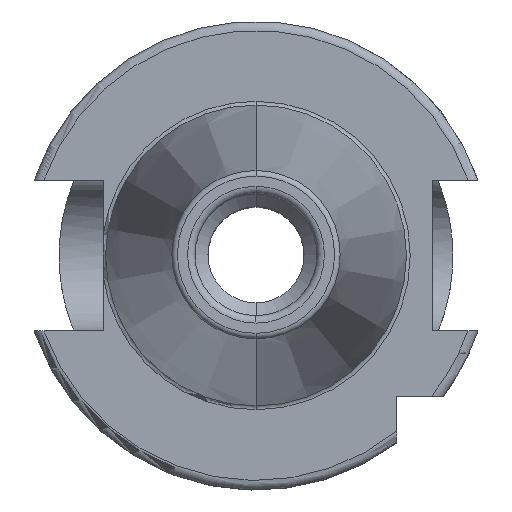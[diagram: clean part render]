
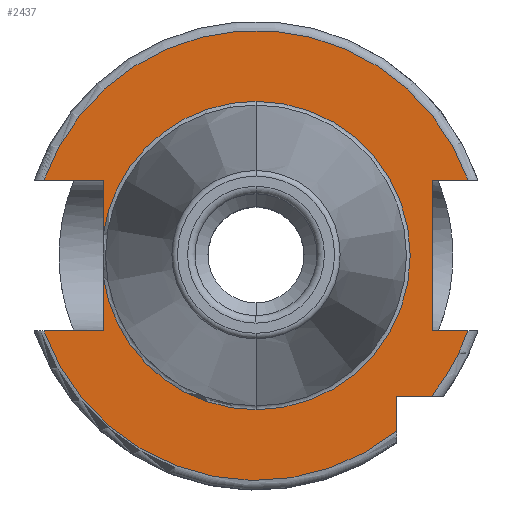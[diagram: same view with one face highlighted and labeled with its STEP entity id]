
A CAD part, top view. The second image highlights one B-rep face of the part: STEP entity #2437.
In plain terms, the highlighted planar face has unit normal (0, 0, 1).
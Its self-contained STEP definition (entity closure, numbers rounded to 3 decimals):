
#305=DIRECTION('',(1,0,0));
#306=VECTOR('',#305,6.31);
#307=CARTESIAN_POINT('',(-22.61,-8.05,15.9));
#308=LINE('',#307,#306);
#309=DIRECTION('',(0,1,0));
#310=VECTOR('',#309,5.834);
#311=CARTESIAN_POINT('',(-16.3,-8.05,15.9));
#312=LINE('',#311,#310);
#313=DIRECTION('',(0,1,0));
#314=VECTOR('',#313,5.834);
#315=CARTESIAN_POINT('',(-16.3,2.216,15.9));
#316=LINE('',#315,#314);
#317=DIRECTION('',(1,0,0));
#318=VECTOR('',#317,6.31);
#319=CARTESIAN_POINT('',(-22.61,8.05,15.9));
#320=LINE('',#319,#318);
#321=DIRECTION('',(-1,0,0));
#322=VECTOR('',#321,3.81);
#323=CARTESIAN_POINT('',(22.61,8.05,15.9));
#324=LINE('',#323,#322);
#325=DIRECTION('',(0,-1,0));
#326=VECTOR('',#325,16.1);
#327=CARTESIAN_POINT('',(18.8,8.05,15.9));
#328=LINE('',#327,#326);
#329=DIRECTION('',(-1,0,0));
#330=VECTOR('',#329,3.81);
#331=CARTESIAN_POINT('',(22.61,-8.05,15.9));
#332=LINE('',#331,#330);
#333=CARTESIAN_POINT('',(0,0,15.9));
#334=DIRECTION('',(0,0,1));
#335=DIRECTION('',(0.781,-0.625,0));
#336=AXIS2_PLACEMENT_3D('',#333,#334,#335);
#338=DIRECTION('',(-1,0,0));
#339=VECTOR('',#338,3.735);
#340=CARTESIAN_POINT('',(18.735,-15,15.9));
#341=LINE('',#340,#339);
#342=DIRECTION('',(0,1,0));
#343=VECTOR('',#342,3.735);
#344=CARTESIAN_POINT('',(15,-18.735,15.9));
#345=LINE('',#344,#343);
#436=CARTESIAN_POINT('',(0,0,15.9));
#437=DIRECTION('',(0,0,1));
#438=DIRECTION('',(0.942,0.335,0));
#439=AXIS2_PLACEMENT_3D('',#436,#437,#438);
#487=CARTESIAN_POINT('',(0,0,15.9));
#488=DIRECTION('',(0,0,1));
#489=DIRECTION('',(-0.942,-0.335,0));
#490=AXIS2_PLACEMENT_3D('',#487,#488,#489);
#1546=CARTESIAN_POINT('',(0,0,15.9));
#1547=DIRECTION('',(0,0,-1));
#1548=DIRECTION('',(0,1,0));
#1549=AXIS2_PLACEMENT_3D('',#1546,#1547,#1548);
#1562=CARTESIAN_POINT('',(0,0,15.9));
#1563=DIRECTION('',(0,0,1));
#1564=DIRECTION('',(0,1,0));
#1565=AXIS2_PLACEMENT_3D('',#1562,#1563,#1564);
#1577=CARTESIAN_POINT('',(0,0,15.9));
#1578=DIRECTION('',(0,0,1));
#1579=DIRECTION('',(-0.991,-0.135,0));
#1580=AXIS2_PLACEMENT_3D('',#1577,#1578,#1579);
#1715=CARTESIAN_POINT('',(0,16.45,15.9));
#1717=VERTEX_POINT('',#1715);
#1737=CARTESIAN_POINT('',(0,-16.45,15.9));
#1739=VERTEX_POINT('',#1737);
#1827=CARTESIAN_POINT('',(-22.61,-8.05,15.9));
#1828=CARTESIAN_POINT('',(-16.3,-8.05,15.9));
#1829=VERTEX_POINT('',#1827);
#1830=VERTEX_POINT('',#1828);
#1831=CARTESIAN_POINT('',(-16.3,-2.216,15.9));
#1832=VERTEX_POINT('',#1831);
#1833=CARTESIAN_POINT('',(-16.3,2.216,15.9));
#1834=CARTESIAN_POINT('',(-16.3,8.05,15.9));
#1835=VERTEX_POINT('',#1833);
#1836=VERTEX_POINT('',#1834);
#1837=CARTESIAN_POINT('',(-22.61,8.05,15.9));
#1838=VERTEX_POINT('',#1837);
#1839=CARTESIAN_POINT('',(18.8,8.05,15.9));
#1840=CARTESIAN_POINT('',(18.8,-8.05,15.9));
#1841=VERTEX_POINT('',#1839);
#1842=VERTEX_POINT('',#1840);
#1843=CARTESIAN_POINT('',(22.61,-8.05,15.9));
#1844=VERTEX_POINT('',#1843);
#1845=CARTESIAN_POINT('',(22.61,8.05,15.9));
#1846=VERTEX_POINT('',#1845);
#1847=CARTESIAN_POINT('',(15,-18.735,15.9));
#1848=CARTESIAN_POINT('',(15,-15,15.9));
#1849=VERTEX_POINT('',#1847);
#1850=VERTEX_POINT('',#1848);
#1851=CARTESIAN_POINT('',(18.735,-15,15.9));
#1852=VERTEX_POINT('',#1851);
#2403=CARTESIAN_POINT('',(0,0,15.9));
#2404=DIRECTION('',(0,0,-1));
#2405=DIRECTION('',(0,-1,0));
#2406=AXIS2_PLACEMENT_3D('',#2403,#2404,#2405);
#2407=PLANE('',#2406);
#2409=ORIENTED_EDGE('',*,*,#2408,.T.);
#2411=ORIENTED_EDGE('',*,*,#2410,.T.);
#2413=ORIENTED_EDGE('',*,*,#2412,.T.);
#2415=ORIENTED_EDGE('',*,*,#2414,.F.);
#2417=ORIENTED_EDGE('',*,*,#2416,.T.);
#2419=ORIENTED_EDGE('',*,*,#2418,.T.);
#2421=ORIENTED_EDGE('',*,*,#2420,.F.);
#2423=ORIENTED_EDGE('',*,*,#2422,.F.);
#2424=ORIENTED_EDGE('',*,*,#2238,.T.);
#2425=ORIENTED_EDGE('',*,*,#2268,.T.);
#2426=ORIENTED_EDGE('',*,*,#2109,.F.);
#2428=ORIENTED_EDGE('',*,*,#2427,.F.);
#2430=ORIENTED_EDGE('',*,*,#2429,.T.);
#2432=ORIENTED_EDGE('',*,*,#2431,.F.);
#2434=ORIENTED_EDGE('',*,*,#2433,.F.);
#2435=EDGE_LOOP('',(#2409,#2411,#2413,#2415,#2417,#2419,#2421,#2423,#2424,#2425,
#2426,#2428,#2430,#2432,#2434));
#2436=FACE_OUTER_BOUND('',#2435,.F.);
#2437=ADVANCED_FACE('',(#2436),#2407,.F.);
#337=CIRCLE('',#336,24);
#440=CIRCLE('',#439,24);
#491=CIRCLE('',#490,24);
#1550=CIRCLE('',#1549,16.45);
#1566=CIRCLE('',#1565,16.45);
#1581=CIRCLE('',#1580,16.45);
#2109=EDGE_CURVE('',#1844,#1842,#332,.T.);
#2238=EDGE_CURVE('',#1846,#1841,#324,.T.);
#2268=EDGE_CURVE('',#1841,#1842,#328,.T.);
#2408=EDGE_CURVE('',#1829,#1830,#308,.T.);
#2410=EDGE_CURVE('',#1830,#1832,#312,.T.);
#2412=EDGE_CURVE('',#1832,#1739,#1581,.T.);
#2414=EDGE_CURVE('',#1717,#1739,#1550,.T.);
#2416=EDGE_CURVE('',#1717,#1835,#1566,.T.);
#2418=EDGE_CURVE('',#1835,#1836,#316,.T.);
#2420=EDGE_CURVE('',#1838,#1836,#320,.T.);
#2422=EDGE_CURVE('',#1846,#1838,#440,.T.);
#2427=EDGE_CURVE('',#1852,#1844,#337,.T.);
#2429=EDGE_CURVE('',#1852,#1850,#341,.T.);
#2431=EDGE_CURVE('',#1849,#1850,#345,.T.);
#2433=EDGE_CURVE('',#1829,#1849,#491,.T.);
